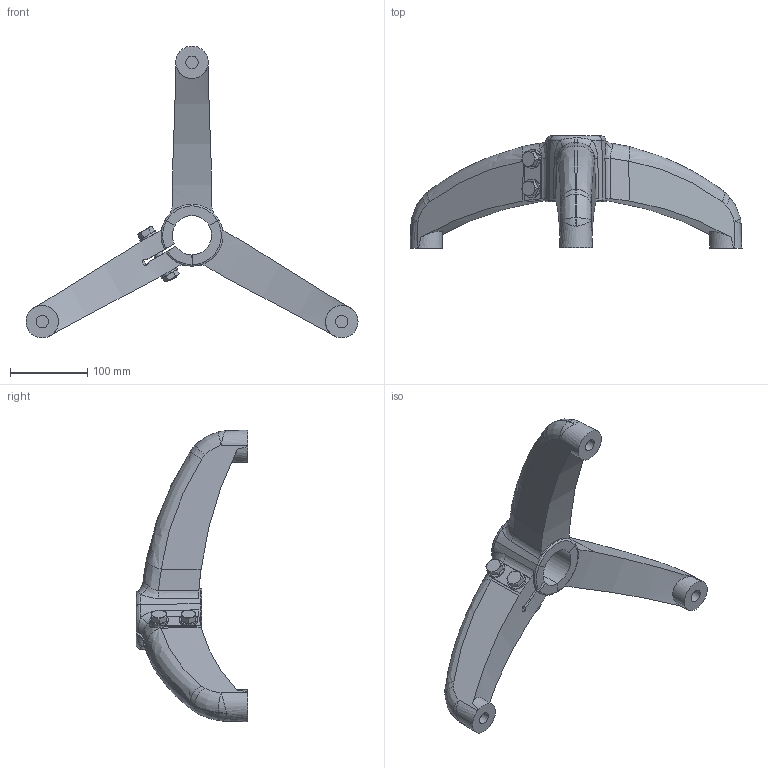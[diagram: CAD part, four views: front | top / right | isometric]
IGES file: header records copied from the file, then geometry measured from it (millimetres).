
Start section: Elysium IGES Interface
Global section: file name: 52HS0615-624272.igs; native system: CoCreate Modeling 17.0  01-Apr-2010; preprocessor: CoCreate IGES_3D V2.2; author: Unknown; organization: Unknown; date: 20110422.172313; units: millimetre
Bounding box: 429.97 x 145 x 377.99 mm (x, y, z)
Volume: 1993448.1 mm3; surface area: 206624.3 mm2
Topology: 17 solids, 17 shells, 266 faces, 634 edges, 395 vertices
Faces by surface type: bspline 266
